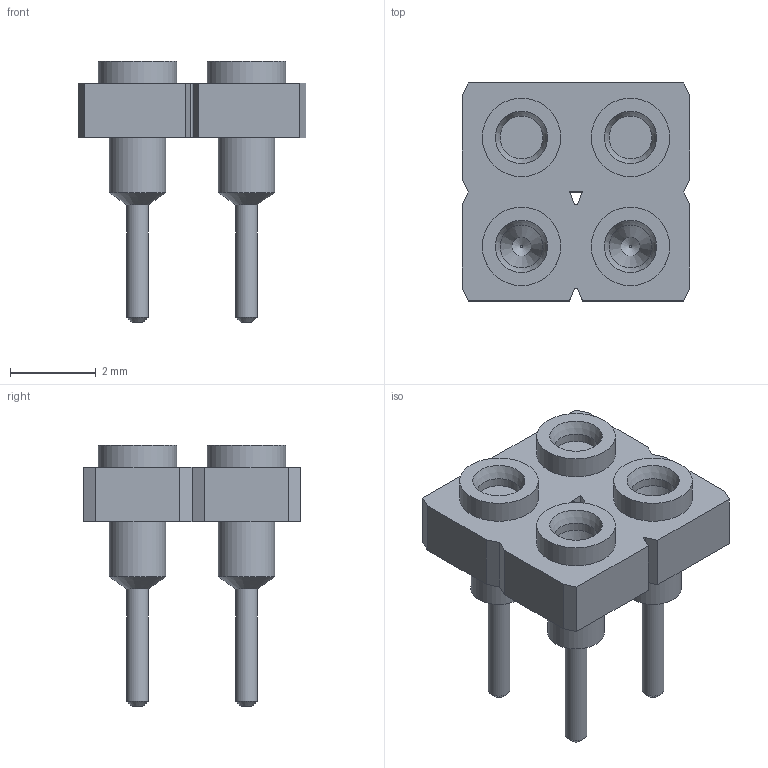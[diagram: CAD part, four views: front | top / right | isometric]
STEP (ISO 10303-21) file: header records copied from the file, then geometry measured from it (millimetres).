
FILE_DESCRIPTION(('STEP AP214'), '1');
FILE_NAME('SL-105-TT-11', '2017-07-15T12:47:55', ('Nobody'), (''), 'ASCON STEP Converter 1.3', 'ASCON Math Kernel', '');
FILE_SCHEMA(('AUTOMOTIVE_DESIGN { 1 0 10303 214 3 1 1}'));
Length unit declared in the file: millimetre
Assembly tree (4 placements, depth 2):
  (unnamed)
    (unnamed)  x4
Bounding box: 5.31 x 5.08 x 6.1 mm (x, y, z)
Volume: 45.3 mm3; surface area: 218.4 mm2
Topology: 5 solids, 5 shells, 98 faces, 188 edges, 116 vertices
Faces by surface type: plane 46, cylinder 28, cone 24
Full cylindrical faces by diameter (mm): 0.51 x4, 1 x8, 1.32 x10, 1.83 x4
Entity records: 1705 total; most frequent: DIRECTION 210, CARTESIAN_POINT 201, ORIENTED_EDGE 174, EDGE_CURVE 87, AXIS2_PLACEMENT_3D 74, EDGE_LOOP 68, VERTEX_POINT 65, LINE 62
